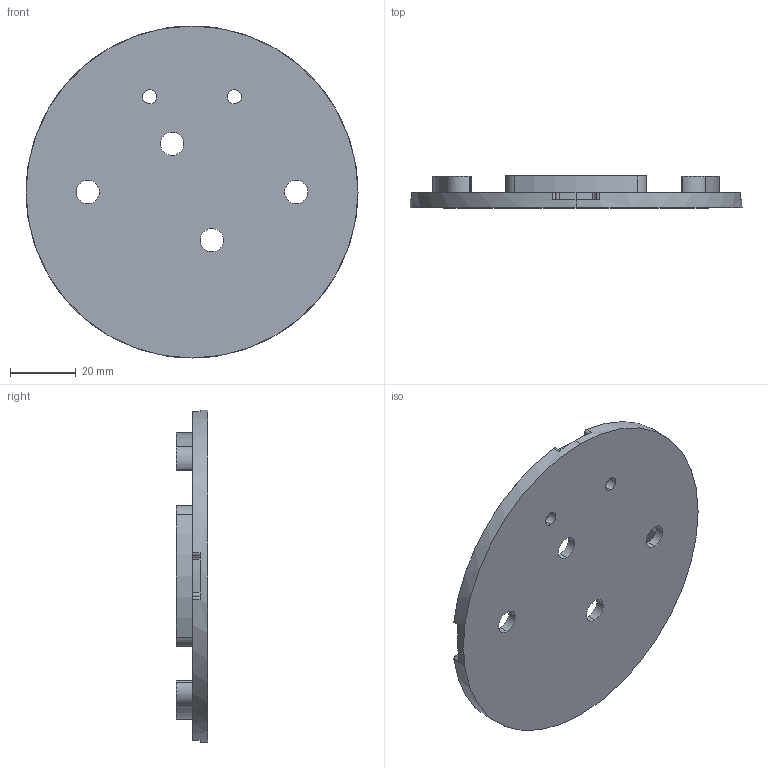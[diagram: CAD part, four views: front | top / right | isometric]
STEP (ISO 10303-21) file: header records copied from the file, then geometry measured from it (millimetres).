
FILE_DESCRIPTION (( 'STEP AP214' ), '1' );
FILE_NAME ('AVBY-CR-4R Bulkhead Centering Ring, Avbay, Mojave Sphinx.STEP', '2024-08-17T20:28:53', ( '' ), ( '' ), 'SwSTEP 2.0', 'SolidWorks 2022', '' );
FILE_SCHEMA (( 'AUTOMOTIVE_DESIGN' ));
Length unit declared in the file: inch
Products named in the file (1): AVBY-CR-4R Bulkhead Centering Ring, Avbay, Mojave Sphinx
Bounding box: 101.09 x 9.65 x 101.09 mm (x, y, z)
Volume: 32727.8 mm3; surface area: 19875.5 mm2
Topology: 1 solids, 1 shells, 90 faces, 260 edges, 173 vertices
Faces by surface type: cylinder 66, plane 21, torus 3
Entity records: 3144 total; most frequent: DIRECTION 590, CARTESIAN_POINT 564, ORIENTED_EDGE 520, EDGE_CURVE 260, AXIS2_PLACEMENT_3D 243, VERTEX_POINT 173, CIRCLE 152, LINE 104
